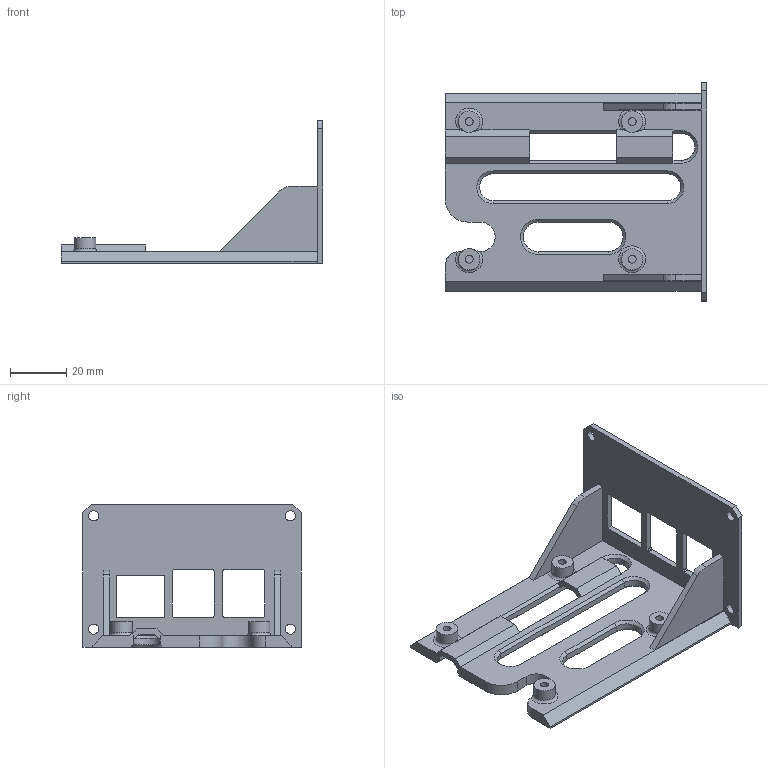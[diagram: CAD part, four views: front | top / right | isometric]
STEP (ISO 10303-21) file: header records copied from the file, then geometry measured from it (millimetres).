
FILE_DESCRIPTION(/* description */ (''),/* implementation_level */ '2;1');
FILE_NAME(/* name */ 'CPU Tray - RPi 4B.step',/* time_stamp */ '2022-05-11T09:04:11-05:00',/* author */ (''),/* organization */ (''),/* preprocessor_version */ 'ST-DEVELOPER v18.1',/* originating_system */ 'Autodesk Translation Framework v10.14.0.1471',/* authorisation */ '');
FILE_SCHEMA (('AUTOMOTIVE_DESIGN { 1 0 10303 214 3 1 1 }'));
Length unit declared in the file: millimetre
Products named in the file (1): CPU Tray - RPi 4B
Bounding box: 93 x 77.6 x 50.8 mm (x, y, z)
Volume: 27471.8 mm3; surface area: 21823 mm2
Topology: 1 solids, 1 shells, 204 faces, 575 edges, 374 vertices
Faces by surface type: plane 164, cylinder 24, bspline 7, cone 5, torus 4
Full cylindrical faces by diameter (mm): 2.8 x4, 3.6 x4, 7.6 x4
Entity records: 6883 total; most frequent: CARTESIAN_POINT 1533, ORIENTED_EDGE 1154, DIRECTION 1009, EDGE_CURVE 577, LINE 497, VECTOR 497, VERTEX_POINT 374, AXIS2_PLACEMENT_3D 256
